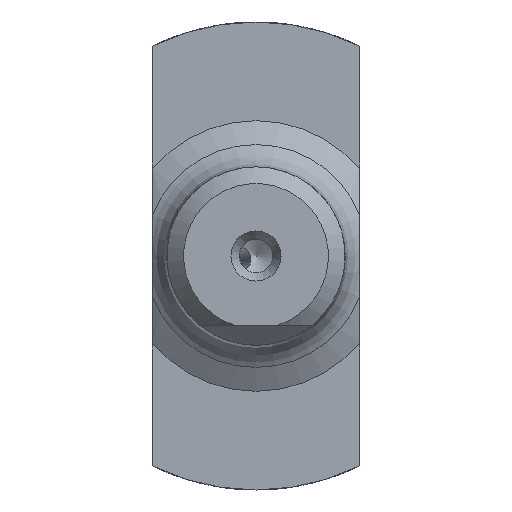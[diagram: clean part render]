
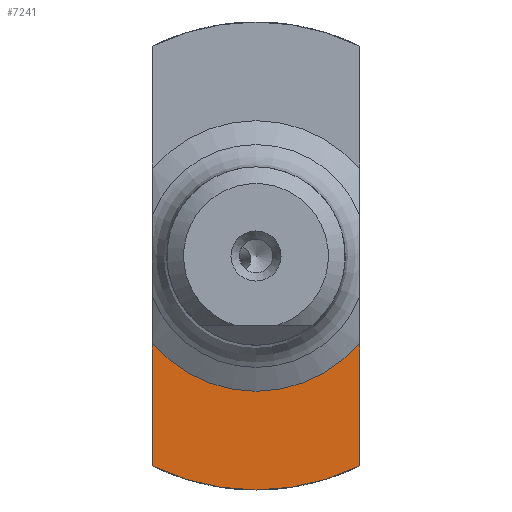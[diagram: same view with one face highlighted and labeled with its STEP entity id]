
A CAD part, left-side view. The second image highlights one B-rep face of the part: STEP entity #7241.
In plain terms, the highlighted planar face has unit normal (-1, 0, 0).
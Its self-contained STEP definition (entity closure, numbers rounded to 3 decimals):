
#201 = ORIENTED_EDGE ( 'NONE', *, *, #9253, .T. ) ;
#932 = CARTESIAN_POINT ( 'NONE',  ( 89.7, 9.3, -7.804 ) ) ;
#1319 = AXIS2_PLACEMENT_3D ( 'NONE', #8812, #7228, #6473 ) ;
#2055 = DIRECTION ( 'NONE',  ( 0., 0., -1. ) ) ;
#2057 = CARTESIAN_POINT ( 'NONE',  ( 89.7, 9.3, -12.141 ) ) ;
#2226 = VECTOR ( 'NONE', #4858, 1000. ) ;
#2233 = VERTEX_POINT ( 'NONE', #932 ) ;
#2285 = VERTEX_POINT ( 'NONE', #3337 ) ;
#2450 = LINE ( 'NONE', #4088, #2226 ) ;
#2550 = VERTEX_POINT ( 'NONE', #5510 ) ;
#3337 = CARTESIAN_POINT ( 'NONE',  ( 89.7, -9.3, -7.804 ) ) ;
#3713 = CIRCLE ( 'NONE', #8505, 12.141 ) ;
#3788 = DIRECTION ( 'NONE',  ( -1., 0., 0. ) ) ;
#3948 = CARTESIAN_POINT ( 'NONE',  ( 89.7, 9.3, -18.828 ) ) ;
#4088 = CARTESIAN_POINT ( 'NONE',  ( 89.7, -9.3, -12.141 ) ) ;
#4210 = CIRCLE ( 'NONE', #1319, 21. ) ;
#4300 = PLANE ( 'NONE',  #6869 ) ;
#4367 = EDGE_CURVE ( 'NONE', #2550, #2285, #2450, .T. ) ;
#4591 = EDGE_CURVE ( 'NONE', #9454, #2550, #4210, .T. ) ;
#4858 = DIRECTION ( 'NONE',  ( 0., 0., 1. ) ) ;
#5059 = DIRECTION ( 'NONE',  ( 1., 0., 0. ) ) ;
#5162 = ORIENTED_EDGE ( 'NONE', *, *, #9364, .F. ) ;
#5510 = CARTESIAN_POINT ( 'NONE',  ( 89.7, -9.3, -18.828 ) ) ;
#6473 = DIRECTION ( 'NONE',  ( 0., 0., 1. ) ) ;
#6512 = FACE_OUTER_BOUND ( 'NONE', #8170, .T. ) ;
#6663 = DIRECTION ( 'NONE',  ( 0., 0., -1. ) ) ;
#6753 = DIRECTION ( 'NONE',  ( 0., 0., 1. ) ) ;
#6813 = LINE ( 'NONE', #2057, #8010 ) ;
#6869 = AXIS2_PLACEMENT_3D ( 'NONE', #9619, #5059, #2055 ) ;
#7228 = DIRECTION ( 'NONE',  ( -1., 0., 0. ) ) ;
#7241 = ADVANCED_FACE ( 'NONE', ( #6512 ), #4300, .F. ) ;
#7464 = ORIENTED_EDGE ( 'NONE', *, *, #4367, .T. ) ;
#8010 = VECTOR ( 'NONE', #6663, 1000. ) ;
#8170 = EDGE_LOOP ( 'NONE', ( #9690, #7464, #5162, #201 ) ) ;
#8354 = CARTESIAN_POINT ( 'NONE',  ( 89.7, 0., 0. ) ) ;
#8505 = AXIS2_PLACEMENT_3D ( 'NONE', #8354, #3788, #6753 ) ;
#8812 = CARTESIAN_POINT ( 'NONE',  ( 89.7, 0., 0. ) ) ;
#9253 = EDGE_CURVE ( 'NONE', #2233, #9454, #6813, .T. ) ;
#9364 = EDGE_CURVE ( 'NONE', #2233, #2285, #3713, .T. ) ;
#9454 = VERTEX_POINT ( 'NONE', #3948 ) ;
#9619 = CARTESIAN_POINT ( 'NONE',  ( 89.7, 0., -12.141 ) ) ;
#9690 = ORIENTED_EDGE ( 'NONE', *, *, #4591, .T. ) ;
